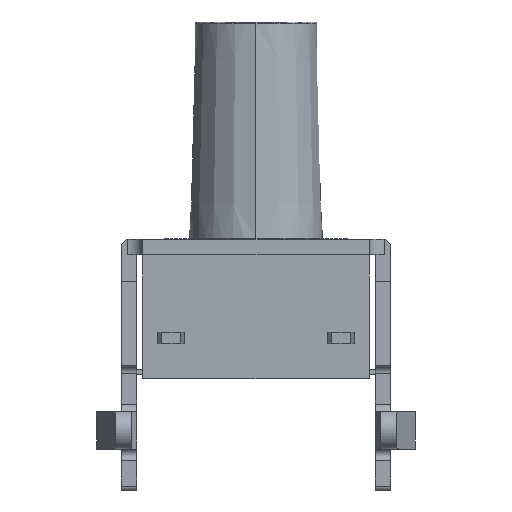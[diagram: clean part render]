
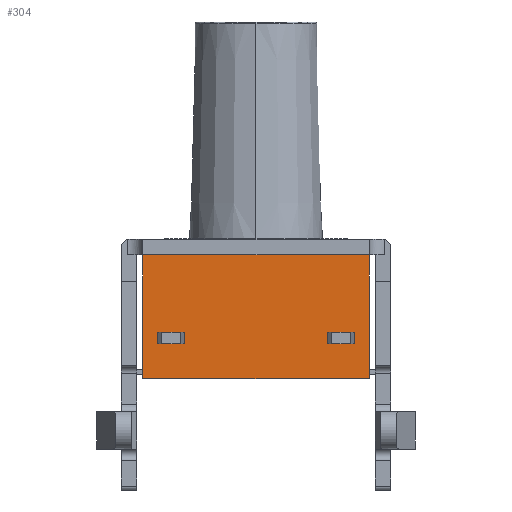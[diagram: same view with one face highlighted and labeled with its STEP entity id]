
A CAD part, front view. The second image highlights one B-rep face of the part: STEP entity #304.
In plain terms, the highlighted planar face has unit normal (0, -1, 0).
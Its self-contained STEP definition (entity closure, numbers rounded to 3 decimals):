
#208 = ORIENTED_EDGE ( 'NONE', *, *, #2503, .F. ) ;
#232 = DIRECTION ( 'NONE',  ( 1., 0., 0. ) ) ;
#304 = ADVANCED_FACE ( 'NONE', ( #3151 ), #916, .T. ) ;
#413 = DIRECTION ( 'NONE',  ( 1., 0., 0. ) ) ;
#461 = DIRECTION ( 'NONE',  ( 0., -1., 0. ) ) ;
#535 = CARTESIAN_POINT ( 'NONE',  ( -2.995, -0.73, -0.37 ) ) ;
#616 = AXIS2_PLACEMENT_3D ( 'NONE', #3249, #461, #413 ) ;
#916 = PLANE ( 'NONE',  #616 ) ;
#1093 = VECTOR ( 'NONE', #232, 1000. ) ;
#1829 = VECTOR ( 'NONE', #2772, 1000. ) ;
#2070 = VECTOR ( 'NONE', #4301, 1000. ) ;
#2190 = LINE ( 'NONE', #4547, #1829 ) ;
#2285 = CARTESIAN_POINT ( 'NONE',  ( 2.995, -0.73, 2.9 ) ) ;
#2503 = EDGE_CURVE ( 'NONE', #2528, #3713, #3866, .T. ) ;
#2528 = VERTEX_POINT ( 'NONE', #4357 ) ;
#2655 = CARTESIAN_POINT ( 'NONE',  ( 2.995, -0.73, -0.37 ) ) ;
#2772 = DIRECTION ( 'NONE',  ( 0., 0., -1. ) ) ;
#3110 = ORIENTED_EDGE ( 'NONE', *, *, #4763, .T. ) ;
#3151 = FACE_OUTER_BOUND ( 'NONE', #3252, .T. ) ;
#3249 = CARTESIAN_POINT ( 'NONE',  ( -2.995, -0.73, -0.37 ) ) ;
#3252 = EDGE_LOOP ( 'NONE', ( #3857, #208, #5425, #3110 ) ) ;
#3369 = CARTESIAN_POINT ( 'NONE',  ( 2.995, -0.73, -0.37 ) ) ;
#3431 = LINE ( 'NONE', #2655, #3873 ) ;
#3507 = VERTEX_POINT ( 'NONE', #3369 ) ;
#3713 = VERTEX_POINT ( 'NONE', #2285 ) ;
#3857 = ORIENTED_EDGE ( 'NONE', *, *, #5795, .F. ) ;
#3866 = LINE ( 'NONE', #5677, #1093 ) ;
#3873 = VECTOR ( 'NONE', #5373, 1000. ) ;
#4301 = DIRECTION ( 'NONE',  ( 1., 0., 0. ) ) ;
#4357 = CARTESIAN_POINT ( 'NONE',  ( -2.995, -0.73, 2.9 ) ) ;
#4547 = CARTESIAN_POINT ( 'NONE',  ( -2.995, -0.73, -0.37 ) ) ;
#4763 = EDGE_CURVE ( 'NONE', #5118, #3507, #5378, .T. ) ;
#5118 = VERTEX_POINT ( 'NONE', #5215 ) ;
#5215 = CARTESIAN_POINT ( 'NONE',  ( -2.995, -0.73, -0.37 ) ) ;
#5373 = DIRECTION ( 'NONE',  ( 0., 0., -1. ) ) ;
#5378 = LINE ( 'NONE', #535, #2070 ) ;
#5425 = ORIENTED_EDGE ( 'NONE', *, *, #5605, .T. ) ;
#5605 = EDGE_CURVE ( 'NONE', #2528, #5118, #2190, .T. ) ;
#5677 = CARTESIAN_POINT ( 'NONE',  ( -2.995, -0.73, 2.9 ) ) ;
#5795 = EDGE_CURVE ( 'NONE', #3713, #3507, #3431, .T. ) ;
